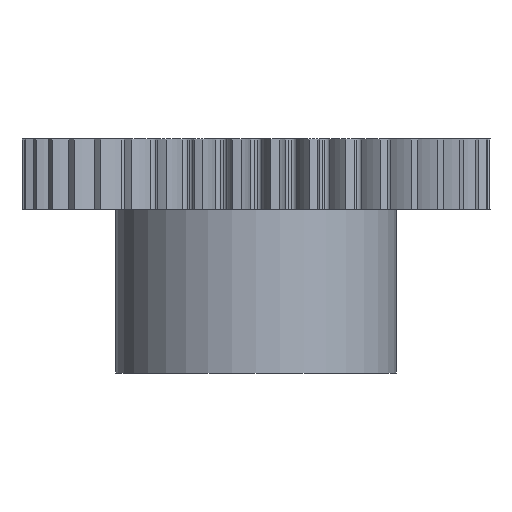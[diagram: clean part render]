
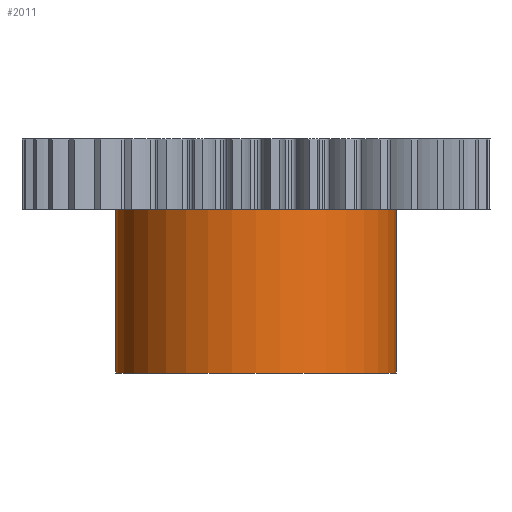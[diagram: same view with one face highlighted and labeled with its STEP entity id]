
A CAD part, front view. The second image highlights one B-rep face of the part: STEP entity #2011.
In plain terms, the highlighted cylindrical face has radius 6 mm (diameter 12 mm), a partial arc.
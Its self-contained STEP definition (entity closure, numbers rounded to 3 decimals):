
#1778 = ORIENTED_EDGE ( 'NONE', *, *, #2833, .F. ) ;
#1781 = ORIENTED_EDGE ( 'NONE', *, *, #2801, .T. ) ;
#1833 = EDGE_LOOP ( 'NONE', ( #1778, #2029, #1781, #2031 ) ) ;
#2011 = ADVANCED_FACE ( 'NONE', ( #6206 ), #6211, .T. ) ;
#2012 = EDGE_CURVE ( 'NONE', #5194, #5193, #6305, .T. ) ;
#2029 = ORIENTED_EDGE ( 'NONE', *, *, #2012, .T. ) ;
#2031 = ORIENTED_EDGE ( 'NONE', *, *, #5154, .F. ) ;
#2801 = EDGE_CURVE ( 'NONE', #5193, #2882, #7717, .T. ) ;
#2833 = EDGE_CURVE ( 'NONE', #5194, #2834, #7597, .T. ) ;
#2834 = VERTEX_POINT ( 'NONE', #7602 ) ;
#2882 = VERTEX_POINT ( 'NONE', #7863 ) ;
#5154 = EDGE_CURVE ( 'NONE', #2834, #2882, #8172, .T. ) ;
#5193 = VERTEX_POINT ( 'NONE', #8254 ) ;
#5194 = VERTEX_POINT ( 'NONE', #8034 ) ;
#6191 = DIRECTION ( 'NONE',  ( 1., 0., 0. ) ) ;
#6192 = DIRECTION ( 'NONE',  ( 0., 0., 1. ) ) ;
#6193 = AXIS2_PLACEMENT_3D ( 'NONE', #6207, #6192, #6191 ) ;
#6198 = DIRECTION ( 'NONE',  ( 1., 0., 0. ) ) ;
#6206 = FACE_OUTER_BOUND ( 'NONE', #1833, .T. ) ;
#6207 = CARTESIAN_POINT ( 'NONE',  ( 0., 0., -7. ) ) ;
#6211 = CYLINDRICAL_SURFACE ( 'NONE', #6298, 6. ) ;
#6295 = DIRECTION ( 'NONE',  ( 0., 0., 1. ) ) ;
#6296 = CARTESIAN_POINT ( 'NONE',  ( 0., 0., -7. ) ) ;
#6298 = AXIS2_PLACEMENT_3D ( 'NONE', #6296, #6295, #6198 ) ;
#6305 = CIRCLE ( 'NONE', #6193, 6. ) ;
#7594 = DIRECTION ( 'NONE',  ( 0., 0., 1. ) ) ;
#7595 = VECTOR ( 'NONE', #7594, 1000. ) ;
#7596 = CARTESIAN_POINT ( 'NONE',  ( -6., 0., -7. ) ) ;
#7597 = LINE ( 'NONE', #7596, #7595 ) ;
#7602 = CARTESIAN_POINT ( 'NONE',  ( -6., 0., 0. ) ) ;
#7712 = DIRECTION ( 'NONE',  ( 0., 0., 1. ) ) ;
#7713 = VECTOR ( 'NONE', #7712, 1000. ) ;
#7714 = CARTESIAN_POINT ( 'NONE',  ( 6., 0., -7. ) ) ;
#7717 = LINE ( 'NONE', #7714, #7713 ) ;
#7863 = CARTESIAN_POINT ( 'NONE',  ( 6., 0., 0. ) ) ;
#8034 = CARTESIAN_POINT ( 'NONE',  ( -6., 0., -7. ) ) ;
#8172 = CIRCLE ( 'NONE', #8221, 6. ) ;
#8211 = DIRECTION ( 'NONE',  ( 1., 0., 0. ) ) ;
#8212 = DIRECTION ( 'NONE',  ( 0., 0., 1. ) ) ;
#8213 = CARTESIAN_POINT ( 'NONE',  ( 0., 0., 0. ) ) ;
#8221 = AXIS2_PLACEMENT_3D ( 'NONE', #8213, #8212, #8211 ) ;
#8254 = CARTESIAN_POINT ( 'NONE',  ( 6., 0., -7. ) ) ;
